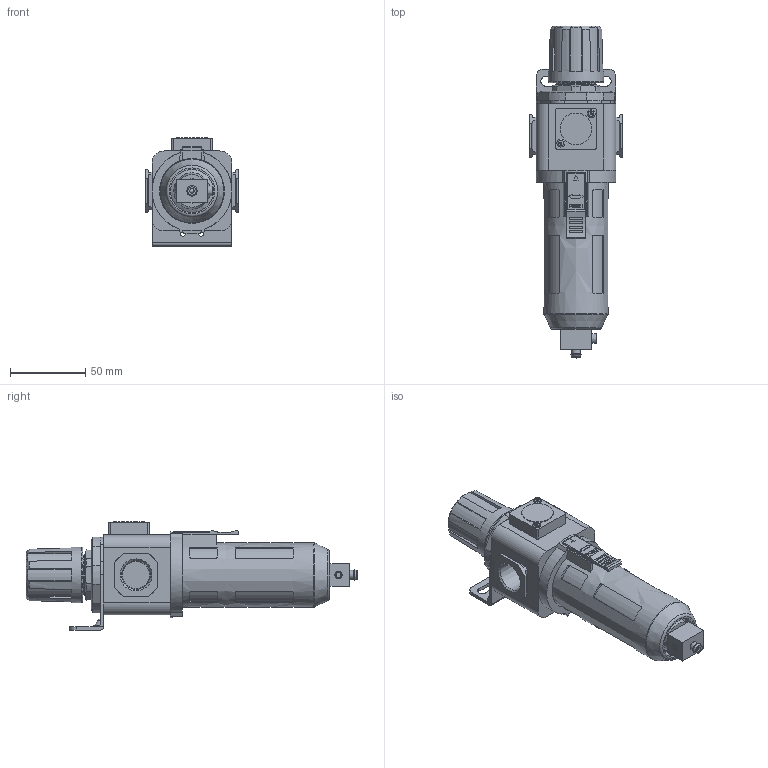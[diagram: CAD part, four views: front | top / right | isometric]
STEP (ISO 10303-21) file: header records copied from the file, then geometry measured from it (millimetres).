
FILE_DESCRIPTION( ( 'STEP AP203' ), '1' );
FILE_NAME( 'MAFR302- 15A.stp', '2020-06-15T11:48:50', ( 'License CC BY-ND 4.0' ), ( 'CADENAS' ), ' ', 'PARTsolutions', ' ' );
FILE_SCHEMA( ( 'CONFIG_CONTROL_DESIGN' ) );
Length unit declared in the file: millimetre
Products named in the file (2): MAFR302- 15A; _MAFR302- 15A_body
Assembly tree (1 placements, depth 2):
  MAFR302- 15A
    _MAFR302- 15A_body
Bounding box: 62.2 x 220 x 71.6 mm (x, y, z)
Volume: 335631.8 mm3; surface area: 52274 mm2
Topology: 1 solids, 2 shells, 532 faces, 1410 edges, 928 vertices
Faces by surface type: plane 364, cylinder 134, cone 22, torus 9, sphere 2, bspline 1
Full cylindrical faces by diameter (mm): 3 x5, 4.2 x1, 4.4 x1, 4.8 x1, 5.5 x1, 6 x1, 6.4 x1, 6.8 x1, 7 x1, 7.3 x1, 7.4 x1, 9.2 x2, 11 x2, 11.8 x1, 14 x2, 21 x1, 24.8 x1, 26 x1, 28.4 x1
Entity records: 16749 total; most frequent: CARTESIAN_POINT 3768, ORIENTED_EDGE 2670, DIRECTION 2553, EDGE_CURVE 1335, VERTEX_POINT 912, LINE 899, VECTOR 899, AXIS2_PLACEMENT_3D 827
